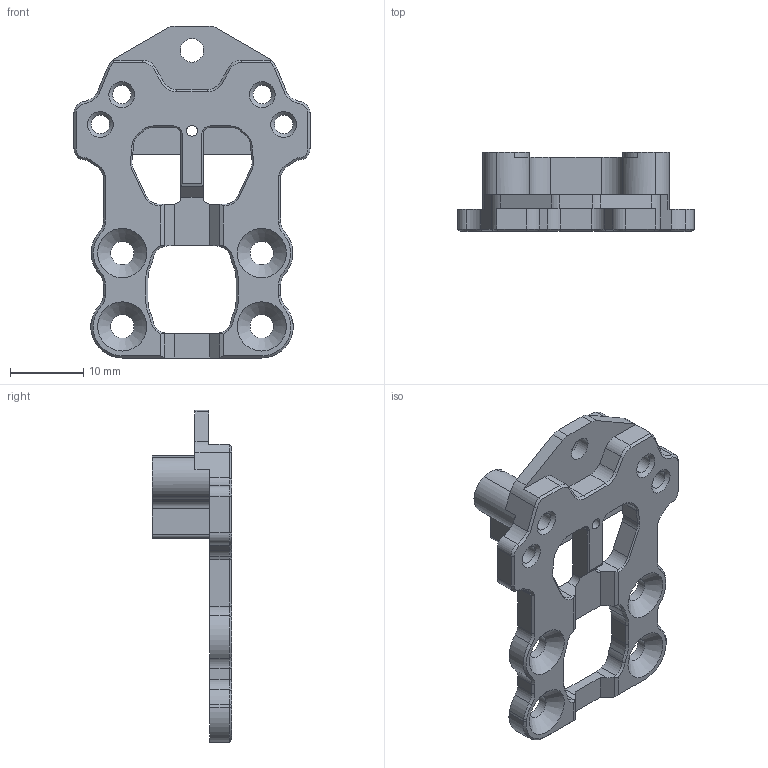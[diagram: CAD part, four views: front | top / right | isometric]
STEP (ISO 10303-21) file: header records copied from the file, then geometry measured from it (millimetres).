
FILE_DESCRIPTION(/* description */ (''),/* implementation_level */ '2;1');
FILE_NAME(/* name */ 'P0019_REV_A_COMBINED_REG_FRONT_PLATE.step',/* time_stamp */ '2024-06-14T13:43:58-04:00',/* author */ (''),/* organization */ (''),/* preprocessor_version */ 'ST-DEVELOPER v20',/* originating_system */ 'Autodesk Translation Framework v13.14.0.145',/* authorisation */ '');
FILE_SCHEMA (('AUTOMOTIVE_DESIGN { 1 0 10303 214 3 1 1 }'));
Length unit declared in the file: millimetre
Products named in the file (1): P0019_REV_A_COMBINED_REG_FRONT_PLATE
Bounding box: 32.2 x 10.8 x 45.25 mm (x, y, z)
Volume: 3228.9 mm3; surface area: 3402.3 mm2
Topology: 1 solids, 1 shells, 261 faces, 696 edges, 432 vertices
Faces by surface type: plane 103, cylinder 94, cone 64
Full cylindrical faces by diameter (mm): 1.5 x1, 2.529 x4, 3.2 x5
Entity records: 8192 total; most frequent: DIRECTION 1474, CARTESIAN_POINT 1432, ORIENTED_EDGE 1392, EDGE_CURVE 696, AXIS2_PLACEMENT_3D 530, VERTEX_POINT 432, LINE 414, VECTOR 414
